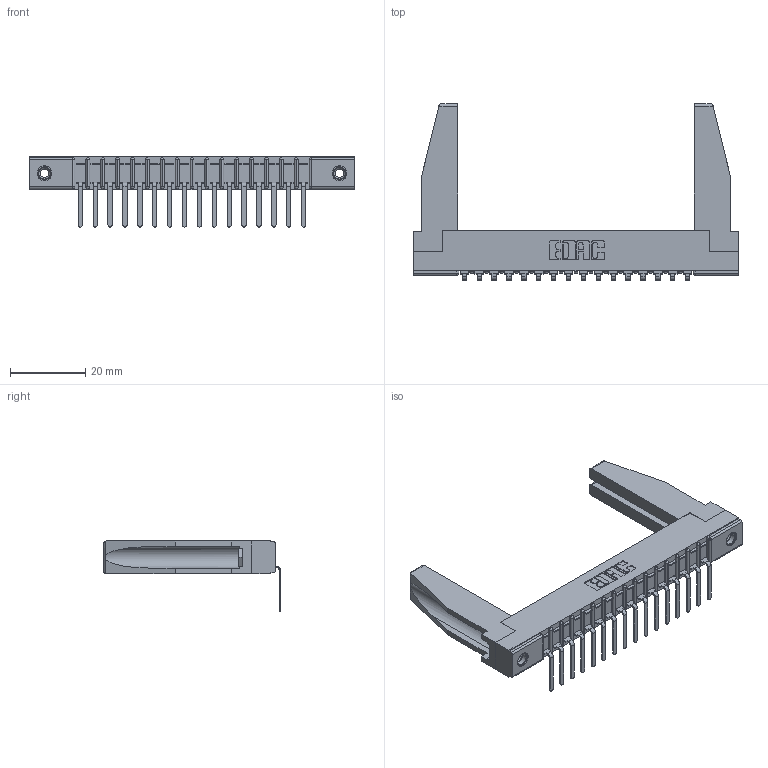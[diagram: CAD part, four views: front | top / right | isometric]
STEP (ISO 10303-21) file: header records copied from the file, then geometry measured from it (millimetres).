
FILE_DESCRIPTION (( 'STEP AP203' ), '1' );
FILE_NAME ('357-016-457-178.STEP', '2020-09-30T20:22:28', ( '' ), ( '' ), 'SwSTEP 2.0', 'SolidWorks 2020', '' );
FILE_SCHEMA (( 'CONFIG_CONTROL_DESIGN' ));
Length unit declared in the file: inch
Products named in the file (5): 357-016-457-178; 307-290-002_557; 345-250-001_345-250-001-102; 307-220-078; 307 Part_.156 Dia Mounting Holes
Assembly tree (21 placements, depth 2):
  357-016-457-178
    307 Part_.156 Dia Mounting Holes
    307-290-002_557  x16
    307-220-078  x2
    345-250-001_345-250-001-102  x2
Bounding box: 86.41 x 47.03 x 18.67 mm (x, y, z)
Volume: 9738 mm3; surface area: 14199.7 mm2
Topology: 21 solids, 21 shells, 1513 faces, 4557 edges, 2982 vertices
Faces by surface type: plane 906, cylinder 557, sphere 34, cone 12, torus 4
Entity records: 20215 total; most frequent: CARTESIAN_POINT 3406, ORIENTED_EDGE 3352, DIRECTION 3278, EDGE_CURVE 1676, LINE 1274, VECTOR 1274, VERTEX_POINT 1088, AXIS2_PLACEMENT_3D 1002
